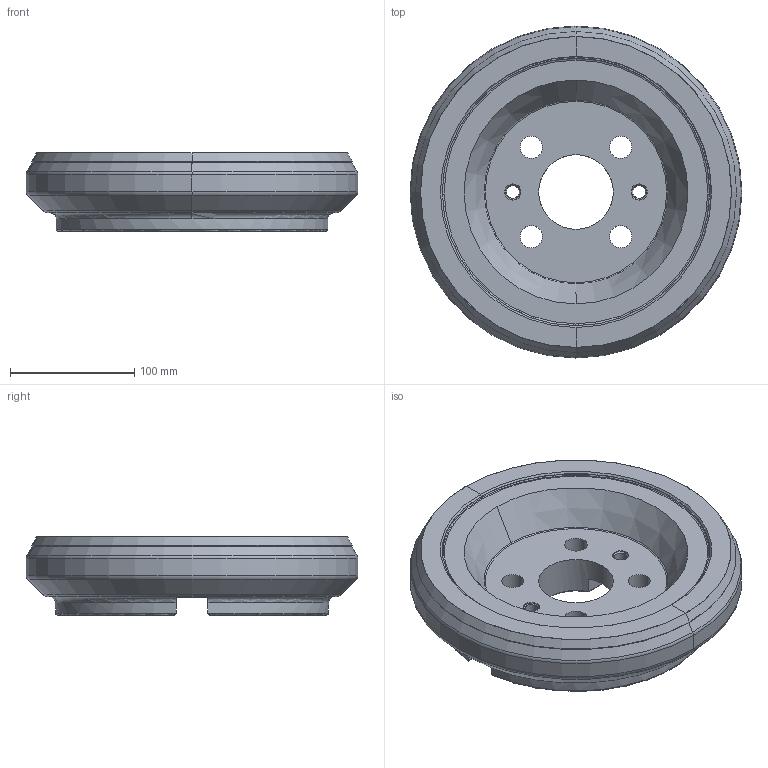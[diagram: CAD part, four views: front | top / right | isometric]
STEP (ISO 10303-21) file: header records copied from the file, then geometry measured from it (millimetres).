
FILE_DESCRIPTION((''),'2;1');
FILE_NAME('6MDK250R01_ASM','2009-07-03T',('Lehmann'),(''),'PRO/ENGINEER BY PARAMETRIC TECHNOLOGY CORPORATION, 2007460','PRO/ENGINEER BY PARAMETRIC TECHNOLOGY CORPORATION, 2007460','');
FILE_SCHEMA(('CONFIG_CONTROL_DESIGN'));
Length unit declared in the file: millimetre
Products named in the file (3): 6MDK250R01_HSG; SCHNEIDE; 6MDK250R01_ASM
Assembly tree (2 placements, depth 2):
  6MDK250R01_ASM
    6MDK250R01_HSG
    SCHNEIDE
Bounding box: 267 x 267 x 62.99 mm (x, y, z)
Volume: 2312603.4 mm3; surface area: 207339.7 mm2
Topology: 2 solids, 4 shells, 99 faces, 230 edges, 136 vertices
Faces by surface type: cylinder 26, revolution 24, plane 17, torus 16, cone 16
Entity records: 4332 total; most frequent: CARTESIAN_POINT 1926, DIRECTION 502, ORIENTED_EDGE 452, EDGE_CURVE 230, AXIS2_PLACEMENT_3D 210, VERTEX_POINT 136, CIRCLE 128, EDGE_LOOP 116
